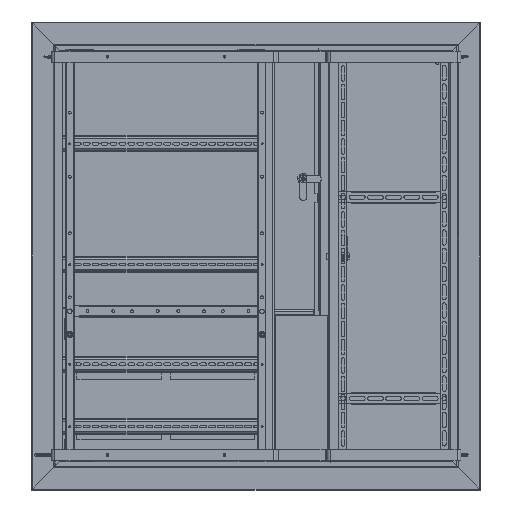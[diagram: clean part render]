
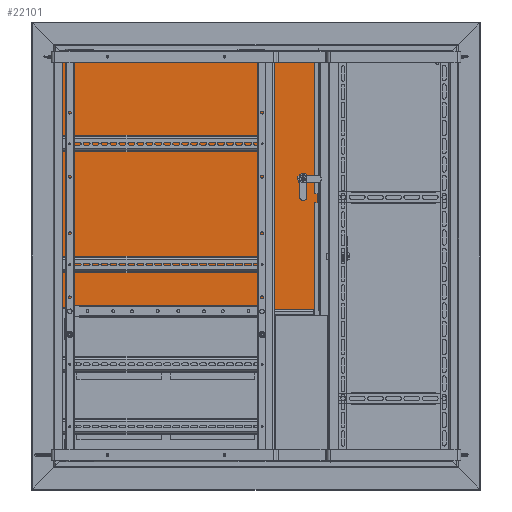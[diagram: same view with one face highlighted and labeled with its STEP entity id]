
A CAD part, left-side view. The second image highlights one B-rep face of the part: STEP entity #22101.
In plain terms, the highlighted face is planar.
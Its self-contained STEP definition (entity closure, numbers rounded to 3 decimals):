
#328 = VECTOR ( 'NONE', #63131, 1000. ) ;
#596 = DIRECTION ( 'NONE',  ( -1., 0., 0. ) ) ;
#1314 = CARTESIAN_POINT ( 'NONE',  ( 520., 284.649, -1. ) ) ;
#1397 = VERTEX_POINT ( 'NONE', #37621 ) ;
#1613 = VERTEX_POINT ( 'NONE', #64082 ) ;
#1976 = LINE ( 'NONE', #42957, #328 ) ;
#2875 = ORIENTED_EDGE ( 'NONE', *, *, #16967, .T. ) ;
#3717 = CARTESIAN_POINT ( 'NONE',  ( 559.7, 2.3, -1. ) ) ;
#4185 = VERTEX_POINT ( 'NONE', #21540 ) ;
#7762 = EDGE_CURVE ( 'NONE', #37443, #1397, #34093, .T. ) ;
#8728 = LINE ( 'NONE', #14697, #29920 ) ;
#9790 = VERTEX_POINT ( 'NONE', #1314 ) ;
#9881 = CARTESIAN_POINT ( 'NONE',  ( 528.5, 281., -1. ) ) ;
#12841 = VECTOR ( 'NONE', #39911, 1000. ) ;
#13548 = CIRCLE ( 'NONE', #30423, 9.25 ) ;
#14607 = ORIENTED_EDGE ( 'NONE', *, *, #7762, .F. ) ;
#14697 = CARTESIAN_POINT ( 'NONE',  ( 520., 284.649, -1. ) ) ;
#15152 = PLANE ( 'NONE',  #15571 ) ;
#15571 = AXIS2_PLACEMENT_3D ( 'NONE', #55489, #40611, #596 ) ;
#16967 = EDGE_CURVE ( 'NONE', #9790, #56784, #8728, .T. ) ;
#18213 = CIRCLE ( 'NONE', #52014, 9.25 ) ;
#19523 = ORIENTED_EDGE ( 'NONE', *, *, #37847, .T. ) ;
#20415 = FACE_OUTER_BOUND ( 'NONE', #47629, .T. ) ;
#21540 = CARTESIAN_POINT ( 'NONE',  ( 537., 277.351, -1. ) ) ;
#22101 = ADVANCED_FACE ( 'NONE', ( #35322, #20415 ), #15152, .T. ) ;
#22361 = VECTOR ( 'NONE', #45043, 1000. ) ;
#23248 = LINE ( 'NONE', #43415, #23601 ) ;
#23493 = VERTEX_POINT ( 'NONE', #55507 ) ;
#23601 = VECTOR ( 'NONE', #33815, 1000. ) ;
#25340 = LINE ( 'NONE', #40229, #12841 ) ;
#27080 = ORIENTED_EDGE ( 'NONE', *, *, #44074, .F. ) ;
#29051 = EDGE_CURVE ( 'NONE', #38503, #1613, #23248, .T. ) ;
#29140 = DIRECTION ( 'NONE',  ( 0., -1., 0. ) ) ;
#29920 = VECTOR ( 'NONE', #49418, 1000. ) ;
#30066 = DIRECTION ( 'NONE',  ( 0., 0., 1. ) ) ;
#30423 = AXIS2_PLACEMENT_3D ( 'NONE', #53394, #47451, #62993 ) ;
#33406 = VECTOR ( 'NONE', #29140, 1000. ) ;
#33815 = DIRECTION ( 'NONE',  ( 0., 1., 0. ) ) ;
#34093 = LINE ( 'NONE', #64852, #33406 ) ;
#34464 = LINE ( 'NONE', #60250, #22361 ) ;
#35102 = CARTESIAN_POINT ( 'NONE',  ( 520., 277.351, -1. ) ) ;
#35322 = FACE_BOUND ( 'NONE', #52980, .T. ) ;
#37443 = VERTEX_POINT ( 'NONE', #64909 ) ;
#37621 = CARTESIAN_POINT ( 'NONE',  ( 2.3, 2.3, -1. ) ) ;
#37847 = EDGE_CURVE ( 'NONE', #56784, #4185, #18213, .T. ) ;
#38503 = VERTEX_POINT ( 'NONE', #3717 ) ;
#39911 = DIRECTION ( 'NONE',  ( 1., 0., 0. ) ) ;
#40229 = CARTESIAN_POINT ( 'NONE',  ( 2.3, 2.3, -1. ) ) ;
#40611 = DIRECTION ( 'NONE',  ( 0., 0., -1. ) ) ;
#42141 = ORIENTED_EDGE ( 'NONE', *, *, #44899, .F. ) ;
#42957 = CARTESIAN_POINT ( 'NONE',  ( 537., 284.649, -1. ) ) ;
#43415 = CARTESIAN_POINT ( 'NONE',  ( 559.7, 2.3, -1. ) ) ;
#44074 = EDGE_CURVE ( 'NONE', #1397, #38503, #25340, .T. ) ;
#44899 = EDGE_CURVE ( 'NONE', #1613, #37443, #34464, .T. ) ;
#45043 = DIRECTION ( 'NONE',  ( -1., 0., 0. ) ) ;
#47451 = DIRECTION ( 'NONE',  ( 0., 0., 1. ) ) ;
#47629 = EDGE_LOOP ( 'NONE', ( #42141, #49637, #27080, #14607 ) ) ;
#48290 = EDGE_CURVE ( 'NONE', #4185, #23493, #1976, .T. ) ;
#49418 = DIRECTION ( 'NONE',  ( 0., -1., 0. ) ) ;
#49637 = ORIENTED_EDGE ( 'NONE', *, *, #29051, .F. ) ;
#52014 = AXIS2_PLACEMENT_3D ( 'NONE', #9881, #30066, #60499 ) ;
#52980 = EDGE_LOOP ( 'NONE', ( #19523, #56764, #61788, #2875 ) ) ;
#53394 = CARTESIAN_POINT ( 'NONE',  ( 528.5, 281., -1. ) ) ;
#55489 = CARTESIAN_POINT ( 'NONE',  ( 0., 0., -1. ) ) ;
#55507 = CARTESIAN_POINT ( 'NONE',  ( 537., 284.649, -1. ) ) ;
#56245 = EDGE_CURVE ( 'NONE', #23493, #9790, #13548, .T. ) ;
#56764 = ORIENTED_EDGE ( 'NONE', *, *, #48290, .T. ) ;
#56784 = VERTEX_POINT ( 'NONE', #35102 ) ;
#60250 = CARTESIAN_POINT ( 'NONE',  ( 562., 559.7, -1. ) ) ;
#60499 = DIRECTION ( 'NONE',  ( 1., 0., 0. ) ) ;
#61788 = ORIENTED_EDGE ( 'NONE', *, *, #56245, .T. ) ;
#62993 = DIRECTION ( 'NONE',  ( 1., 0., 0. ) ) ;
#63131 = DIRECTION ( 'NONE',  ( 0., 1., 0. ) ) ;
#64082 = CARTESIAN_POINT ( 'NONE',  ( 559.7, 559.7, -1. ) ) ;
#64852 = CARTESIAN_POINT ( 'NONE',  ( 2.3, 562., -1. ) ) ;
#64909 = CARTESIAN_POINT ( 'NONE',  ( 2.3, 559.7, -1. ) ) ;
